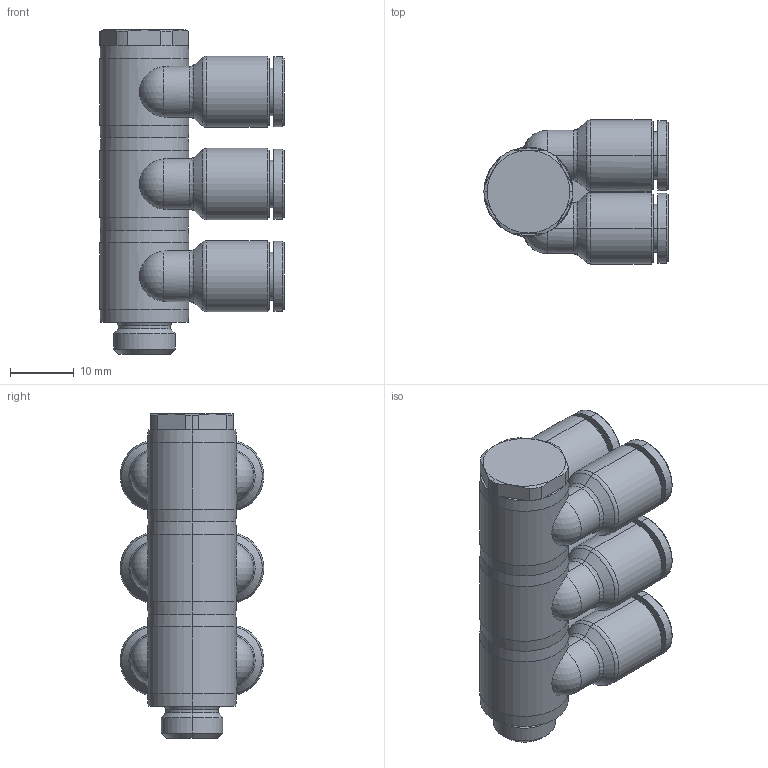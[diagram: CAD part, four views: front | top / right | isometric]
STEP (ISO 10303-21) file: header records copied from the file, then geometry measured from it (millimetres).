
FILE_DESCRIPTION((''),'2;1');
FILE_NAME('GPA_06G01(3)(3D).stp','2012-12-20T11:18:19',(''),(''),'Mechanical Desktop.R8.0.24.0','Mechanical Desktop.R8.0.24.0',', , ');
FILE_SCHEMA(('CONFIG_CONTROL_DESIGN'));
Length unit declared in the file: millimetre
Products named in the file (2): GPA_06G01(3)(3D); 睡ヶ1
Assembly tree (1 placements, depth 2):
  GPA_06G01(3)(3D)
    睡ヶ1
Bounding box: 28.95 x 22.6 x 51 mm (x, y, z)
Volume: 12405.4 mm3; surface area: 12626.2 mm2
Topology: 1 solids, 1 shells, 1508 faces, 4113 edges, 2687 vertices
Faces by surface type: plane 1040, bspline 174, cylinder 160, cone 110, torus 18, sphere 6
Entity records: 50376 total; most frequent: CARTESIAN_POINT 12268, ORIENTED_EDGE 8222, DIRECTION 7501, EDGE_CURVE 4111, VECTOR 3237, LINE 3237, VERTEX_POINT 2687, AXIS2_PLACEMENT_3D 2132
